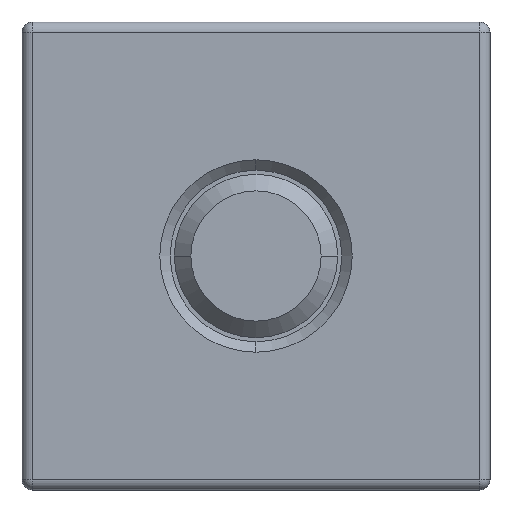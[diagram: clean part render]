
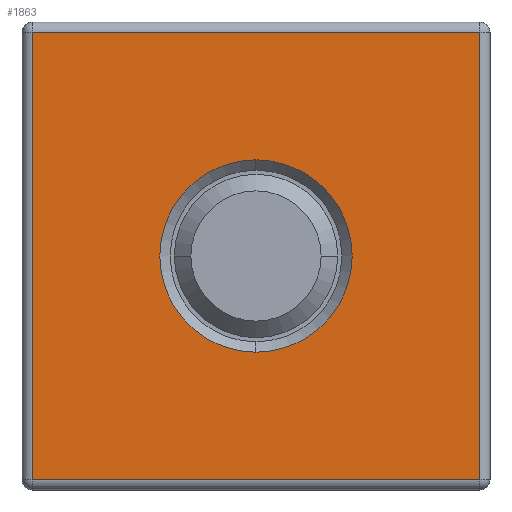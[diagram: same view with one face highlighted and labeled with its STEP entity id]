
A CAD part, front view. The second image highlights one B-rep face of the part: STEP entity #1863.
In plain terms, the highlighted planar face has unit normal (0, -1, 0).
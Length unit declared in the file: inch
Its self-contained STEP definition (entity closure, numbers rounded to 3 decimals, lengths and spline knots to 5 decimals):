
#41 = AXIS2_PLACEMENT_3D ( 'NONE', #310, #3374, #2422 ) ;
#63 = ORIENTED_EDGE ( 'NONE', *, *, #3521, .T. ) ;
#149 = LINE ( 'NONE', #2389, #3094 ) ;
#310 = CARTESIAN_POINT ( 'NONE',  ( 0., 0., 0. ) ) ;
#410 = CARTESIAN_POINT ( 'NONE',  ( 0., 0., 0.0925 ) ) ;
#503 = ORIENTED_EDGE ( 'NONE', *, *, #2187, .T. ) ;
#518 = DIRECTION ( 'NONE',  ( 0., 1., 0. ) ) ;
#581 = VECTOR ( 'NONE', #3443, 39.37008 ) ;
#643 = CIRCLE ( 'NONE', #1683, 0.0925 ) ;
#828 = VERTEX_POINT ( 'NONE', #410 ) ;
#847 = VERTEX_POINT ( 'NONE', #2593 ) ;
#852 = FACE_BOUND ( 'NONE', #920, .T. ) ;
#920 = EDGE_LOOP ( 'NONE', ( #63, #3914 ) ) ;
#938 = CARTESIAN_POINT ( 'NONE',  ( -0.225, 0., -0.215 ) ) ;
#966 = FACE_OUTER_BOUND ( 'NONE', #1085, .T. ) ;
#1048 = CARTESIAN_POINT ( 'NONE',  ( 0.215, 0., -0.215 ) ) ;
#1085 = EDGE_LOOP ( 'NONE', ( #4209, #503, #1603, #1344 ) ) ;
#1098 = LINE ( 'NONE', #3340, #3716 ) ;
#1135 = VERTEX_POINT ( 'NONE', #1281 ) ;
#1281 = CARTESIAN_POINT ( 'NONE',  ( 0., 0., -0.0925 ) ) ;
#1303 = DIRECTION ( 'NONE',  ( 0., 1., 0. ) ) ;
#1344 = ORIENTED_EDGE ( 'NONE', *, *, #1804, .T. ) ;
#1362 = CIRCLE ( 'NONE', #41, 0.0925 ) ;
#1603 = ORIENTED_EDGE ( 'NONE', *, *, #2353, .T. ) ;
#1677 = AXIS2_PLACEMENT_3D ( 'NONE', #3798, #1303, #3779 ) ;
#1683 = AXIS2_PLACEMENT_3D ( 'NONE', #2089, #518, #4441 ) ;
#1754 = DIRECTION ( 'NONE',  ( 0., 0., -1. ) ) ;
#1804 = EDGE_CURVE ( 'NONE', #3866, #2144, #149, .T. ) ;
#1812 = VERTEX_POINT ( 'NONE', #1048 ) ;
#1863 = ADVANCED_FACE ( 'NONE', ( #852, #966 ), #4450, .F. ) ;
#1975 = DIRECTION ( 'NONE',  ( 0., 0., 1. ) ) ;
#2089 = CARTESIAN_POINT ( 'NONE',  ( 0., 0., 0. ) ) ;
#2144 = VERTEX_POINT ( 'NONE', #3425 ) ;
#2187 = EDGE_CURVE ( 'NONE', #1812, #847, #1098, .T. ) ;
#2257 = EDGE_CURVE ( 'NONE', #828, #1135, #643, .T. ) ;
#2353 = EDGE_CURVE ( 'NONE', #847, #3866, #3994, .T. ) ;
#2389 = CARTESIAN_POINT ( 'NONE',  ( -0.215, 0., 0.225 ) ) ;
#2422 = DIRECTION ( 'NONE',  ( 0., 0., 1. ) ) ;
#2495 = CARTESIAN_POINT ( 'NONE',  ( -0.225, 0., 0.215 ) ) ;
#2511 = EDGE_CURVE ( 'NONE', #2144, #1812, #3324, .T. ) ;
#2593 = CARTESIAN_POINT ( 'NONE',  ( 0.215, 0., 0.215 ) ) ;
#3094 = VECTOR ( 'NONE', #1754, 39.37008 ) ;
#3324 = LINE ( 'NONE', #938, #581 ) ;
#3340 = CARTESIAN_POINT ( 'NONE',  ( 0.215, 0., 0.225 ) ) ;
#3374 = DIRECTION ( 'NONE',  ( 0., 1., 0. ) ) ;
#3425 = CARTESIAN_POINT ( 'NONE',  ( -0.215, 0., -0.215 ) ) ;
#3443 = DIRECTION ( 'NONE',  ( 1., 0., 0. ) ) ;
#3521 = EDGE_CURVE ( 'NONE', #1135, #828, #1362, .T. ) ;
#3716 = VECTOR ( 'NONE', #1975, 39.37008 ) ;
#3779 = DIRECTION ( 'NONE',  ( 0., 0., 1. ) ) ;
#3798 = CARTESIAN_POINT ( 'NONE',  ( -0.225, 0., 0.225 ) ) ;
#3866 = VERTEX_POINT ( 'NONE', #4221 ) ;
#3914 = ORIENTED_EDGE ( 'NONE', *, *, #2257, .T. ) ;
#3994 = LINE ( 'NONE', #2495, #4103 ) ;
#4103 = VECTOR ( 'NONE', #4116, 39.37008 ) ;
#4116 = DIRECTION ( 'NONE',  ( -1., 0., 0. ) ) ;
#4209 = ORIENTED_EDGE ( 'NONE', *, *, #2511, .T. ) ;
#4221 = CARTESIAN_POINT ( 'NONE',  ( -0.215, 0., 0.215 ) ) ;
#4441 = DIRECTION ( 'NONE',  ( 0., 0., 1. ) ) ;
#4450 = PLANE ( 'NONE',  #1677 ) ;
